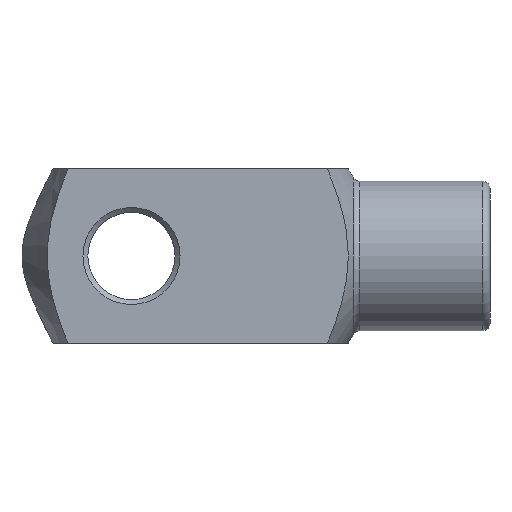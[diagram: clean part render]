
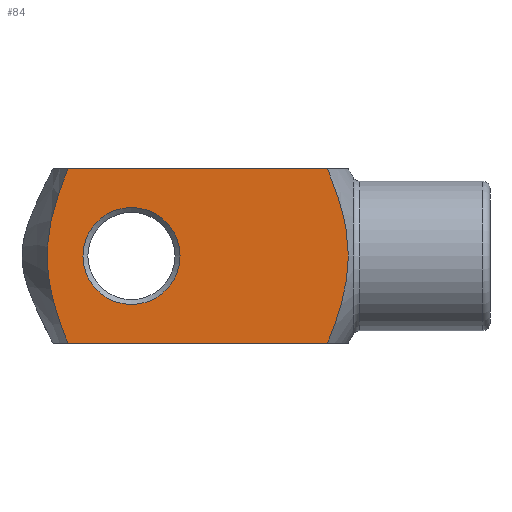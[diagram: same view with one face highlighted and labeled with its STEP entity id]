
A CAD part, left-side view. The second image highlights one B-rep face of the part: STEP entity #84.
In plain terms, the highlighted planar face has unit normal (-1, 0, 0).
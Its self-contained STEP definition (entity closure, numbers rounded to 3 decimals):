
#6 = EDGE_CURVE ( 'NONE', #994, #726, #779, .T. ) ;
#22 = CARTESIAN_POINT ( 'NONE',  ( -35., -85.381, 15.023 ) ) ;
#26 = B_SPLINE_CURVE_WITH_KNOTS ( 'NONE', 3,
 ( #139, #453, #693, #851, #857, #146, #772, #75, #91, #82, #392, #1023, #410, #155, #880, #465, #251, #323, #22, #796, #874, #387, #945, #469 ),
 .UNSPECIFIED., .F., .F.,
 ( 4, 2, 2, 2, 2, 2, 2, 2, 2, 2, 2, 4 ),
 ( 0.079, 0.089, 0.098, 0.1, 0.102, 0.107, 0.116, 0.12, 0.125, 0.134, 0.143, 0.152 ),
 .UNSPECIFIED. ) ;
#35 = EDGE_LOOP ( 'NONE', ( #313 ) ) ;
#40 = CARTESIAN_POINT ( 'NONE',  ( -35., 32.155, 14.902 ) ) ;
#75 = CARTESIAN_POINT ( 'NONE',  ( -35., -85.361, -14.902 ) ) ;
#82 = CARTESIAN_POINT ( 'NONE',  ( -35., -85.984, -11.942 ) ) ;
#84 = ADVANCED_FACE ( 'NONE', ( #695, #455 ), #611, .F. ) ;
#91 = CARTESIAN_POINT ( 'NONE',  ( -35., -85.525, -14.163 ) ) ;
#120 = VERTEX_POINT ( 'NONE', #433 ) ;
#129 = CARTESIAN_POINT ( 'NONE',  ( -35., 33.669, 5.998 ) ) ;
#139 = CARTESIAN_POINT ( 'NONE',  ( -35., -78.743, -35. ) ) ;
#144 = CARTESIAN_POINT ( 'NONE',  ( -35., 44., 35. ) ) ;
#146 = CARTESIAN_POINT ( 'NONE',  ( -35., -84.829, -17.118 ) ) ;
#155 = CARTESIAN_POINT ( 'NONE',  ( -35., -87.113, 1.513 ) ) ;
#186 = CARTESIAN_POINT ( 'NONE',  ( -35., 27.752, 29.384 ) ) ;
#190 = CARTESIAN_POINT ( 'NONE',  ( -35., 25.526, -35. ) ) ;
#201 = CARTESIAN_POINT ( 'NONE',  ( -35., 33.84, -3.023 ) ) ;
#206 = CARTESIAN_POINT ( 'NONE',  ( -35., 33.896, -1.512 ) ) ;
#214 = CARTESIAN_POINT ( 'NONE',  ( -35., -78.743, 35. ) ) ;
#240 = CARTESIAN_POINT ( 'NONE',  ( -35., -78.743, -35. ) ) ;
#251 = CARTESIAN_POINT ( 'NONE',  ( -35., -86.663, 7.572 ) ) ;
#263 = CARTESIAN_POINT ( 'NONE',  ( -35., 26.668, 32.203 ) ) ;
#276 = CARTESIAN_POINT ( 'NONE',  ( -35., 32.767, 11.944 ) ) ;
#285 = CARTESIAN_POINT ( 'NONE',  ( -35., 33.897, 3.006 ) ) ;
#297 = EDGE_LOOP ( 'NONE', ( #559, #795, #662, #489 ) ) ;
#300 = DIRECTION ( 'NONE',  ( 0., 1., 0. ) ) ;
#313 = ORIENTED_EDGE ( 'NONE', *, *, #417, .T. ) ;
#316 = EDGE_CURVE ( 'NONE', #726, #988, #354, .T. ) ;
#323 = CARTESIAN_POINT ( 'NONE',  ( -35., -86.01, 12.076 ) ) ;
#337 = CARTESIAN_POINT ( 'NONE',  ( -35., 25.526, 35. ) ) ;
#344 = CARTESIAN_POINT ( 'NONE',  ( -35., 29.742, 23.677 ) ) ;
#354 = LINE ( 'NONE', #657, #605 ) ;
#384 = DIRECTION ( 'NONE',  ( 1., 0., 0. ) ) ;
#387 = CARTESIAN_POINT ( 'NONE',  ( -35., -80.967, 29.387 ) ) ;
#392 = CARTESIAN_POINT ( 'NONE',  ( -35., -86.247, -10.458 ) ) ;
#405 = VERTEX_POINT ( 'NONE', #214 ) ;
#410 = CARTESIAN_POINT ( 'NONE',  ( -35., -87.114, -3.002 ) ) ;
#417 = EDGE_CURVE ( 'NONE', #120, #120, #802, .T. ) ;
#433 = CARTESIAN_POINT ( 'NONE',  ( -35., 19.5, 0. ) ) ;
#437 = EDGE_CURVE ( 'NONE', #994, #405, #777, .T. ) ;
#443 = CARTESIAN_POINT ( 'NONE',  ( -35., 27.751, -29.385 ) ) ;
#453 = CARTESIAN_POINT ( 'NONE',  ( -35., -79.885, -32.203 ) ) ;
#455 = FACE_OUTER_BOUND ( 'NONE', #297, .T. ) ;
#465 = CARTESIAN_POINT ( 'NONE',  ( -35., -86.832, 6.05 ) ) ;
#469 = CARTESIAN_POINT ( 'NONE',  ( -35., -78.743, 35. ) ) ;
#489 = ORIENTED_EDGE ( 'NONE', *, *, #437, .F. ) ;
#503 = DIRECTION ( 'NONE',  ( 0., -1., 0. ) ) ;
#509 = CARTESIAN_POINT ( 'NONE',  ( -35., 26.669, -32.201 ) ) ;
#555 = CARTESIAN_POINT ( 'NONE',  ( -35., 25.526, 35. ) ) ;
#559 = ORIENTED_EDGE ( 'NONE', *, *, #6, .T. ) ;
#579 = CARTESIAN_POINT ( 'NONE',  ( -35., 33.601, -6.057 ) ) ;
#592 = CARTESIAN_POINT ( 'NONE',  ( -35., 32.793, -12.075 ) ) ;
#595 = CARTESIAN_POINT ( 'NONE',  ( -35., 25.526, -35. ) ) ;
#597 = CARTESIAN_POINT ( 'NONE',  ( -35., 29.734, -23.7 ) ) ;
#605 = VECTOR ( 'NONE', #503, 1000. ) ;
#611 = PLANE ( 'NONE',  #800 ) ;
#633 = AXIS2_PLACEMENT_3D ( 'NONE', #694, #384, #300 ) ;
#657 = CARTESIAN_POINT ( 'NONE',  ( -35., 44., -35. ) ) ;
#659 = CARTESIAN_POINT ( 'NONE',  ( -35., 31.806, 16.38 ) ) ;
#662 = ORIENTED_EDGE ( 'NONE', *, *, #917, .T. ) ;
#664 = CARTESIAN_POINT ( 'NONE',  ( -35., 33.671, -5.296 ) ) ;
#682 = CARTESIAN_POINT ( 'NONE',  ( -35., 33.337, -8.325 ) ) ;
#693 = CARTESIAN_POINT ( 'NONE',  ( -35., -80.969, -29.384 ) ) ;
#694 = CARTESIAN_POINT ( 'NONE',  ( -35., 0., 0. ) ) ;
#695 = FACE_BOUND ( 'NONE', #35, .T. ) ;
#726 = VERTEX_POINT ( 'NONE', #595 ) ;
#746 = CARTESIAN_POINT ( 'NONE',  ( -35., 30.635, -20.833 ) ) ;
#756 = CARTESIAN_POINT ( 'NONE',  ( -35., 32.165, -15.02 ) ) ;
#759 = DIRECTION ( 'NONE',  ( 0., -1., 0. ) ) ;
#772 = CARTESIAN_POINT ( 'NONE',  ( -35., -85.013, -16.38 ) ) ;
#777 = LINE ( 'NONE', #144, #838 ) ;
#779 = B_SPLINE_CURVE_WITH_KNOTS ( 'NONE', 3,
 ( #337, #263, #186, #344, #912, #659, #40, #276, #829, #129, #285, #206, #201, #664, #579, #987, #682, #592, #756, #746, #597, #443, #509, #190 ),
 .UNSPECIFIED., .F., .F.,
 ( 4, 2, 2, 2, 2, 2, 2, 2, 2, 2, 2, 4 ),
 ( 0.081, 0.09, 0.099, 0.104, 0.108, 0.117, 0.122, 0.124, 0.127, 0.136, 0.145, 0.154 ),
 .UNSPECIFIED. ) ;
#795 = ORIENTED_EDGE ( 'NONE', *, *, #316, .T. ) ;
#796 = CARTESIAN_POINT ( 'NONE',  ( -35., -83.851, 20.837 ) ) ;
#800 = AXIS2_PLACEMENT_3D ( 'NONE', #1018, #845, #936 ) ;
#802 = CIRCLE ( 'NONE', #633, 19.5 ) ;
#829 = CARTESIAN_POINT ( 'NONE',  ( -35., 33.03, 10.46 ) ) ;
#838 = VECTOR ( 'NONE', #759, 1000. ) ;
#845 = DIRECTION ( 'NONE',  ( 1., 0., 0. ) ) ;
#851 = CARTESIAN_POINT ( 'NONE',  ( -35., -82.959, -23.678 ) ) ;
#857 = CARTESIAN_POINT ( 'NONE',  ( -35., -83.865, -20.791 ) ) ;
#874 = CARTESIAN_POINT ( 'NONE',  ( -35., -82.95, 23.705 ) ) ;
#880 = CARTESIAN_POINT ( 'NONE',  ( -35., -87.057, 3.022 ) ) ;
#912 = CARTESIAN_POINT ( 'NONE',  ( -35., 30.649, 20.79 ) ) ;
#917 = EDGE_CURVE ( 'NONE', #988, #405, #26, .T. ) ;
#936 = DIRECTION ( 'NONE',  ( 0., 0., -1. ) ) ;
#945 = CARTESIAN_POINT ( 'NONE',  ( -35., -79.885, 32.202 ) ) ;
#987 = CARTESIAN_POINT ( 'NONE',  ( -35., 33.433, -7.571 ) ) ;
#988 = VERTEX_POINT ( 'NONE', #240 ) ;
#994 = VERTEX_POINT ( 'NONE', #555 ) ;
#1018 = CARTESIAN_POINT ( 'NONE',  ( -35., 44., -35. ) ) ;
#1023 = CARTESIAN_POINT ( 'NONE',  ( -35., -86.887, -5.994 ) ) ;
